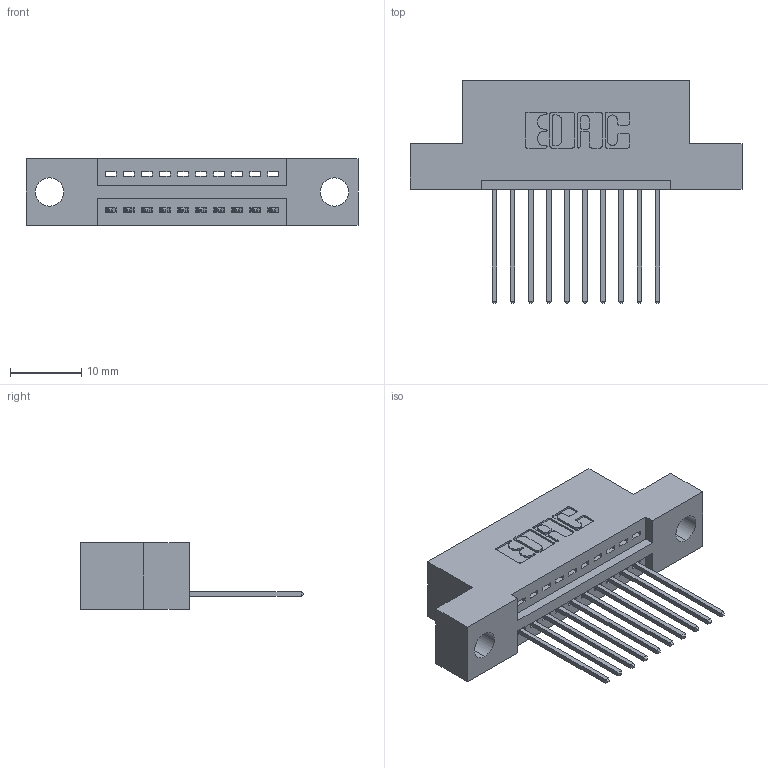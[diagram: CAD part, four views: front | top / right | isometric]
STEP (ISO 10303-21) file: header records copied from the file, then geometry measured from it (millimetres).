
FILE_DESCRIPTION (( 'STEP AP203' ), '1' );
FILE_NAME ('345-010-542-104.STEP', '2021-05-26T14:06:14', ( '' ), ( '' ), 'SwSTEP 2.0', 'SolidWorks 2020', '' );
FILE_SCHEMA (( 'CONFIG_CONTROL_DESIGN' ));
Length unit declared in the file: inch
Products named in the file (3): 345-010-542-104; 345-292-001_345-293-142; 345 Part_Flush Mounting Lugs - 0.156 Dia-TI
Assembly tree (11 placements, depth 2):
  345-010-542-104
    345 Part_Flush Mounting Lugs - 0.156 Dia-TI
    345-292-001_345-293-142  x10
Bounding box: 46.61 x 31.29 x 9.4 mm (x, y, z)
Volume: 4081.1 mm3; surface area: 4971.7 mm2
Topology: 11 solids, 11 shells, 720 faces, 2137 edges, 1410 vertices
Faces by surface type: plane 494, cylinder 226
Entity records: 12271 total; most frequent: CARTESIAN_POINT 2136, ORIENTED_EDGE 2078, DIRECTION 1911, EDGE_CURVE 1039, LINE 867, VECTOR 867, VERTEX_POINT 690, AXIS2_PLACEMENT_3D 522
